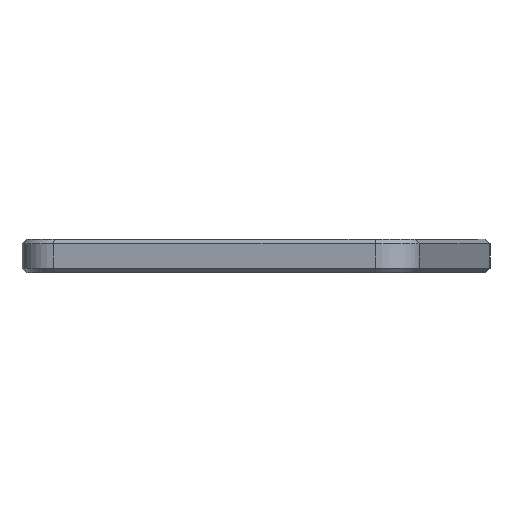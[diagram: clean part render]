
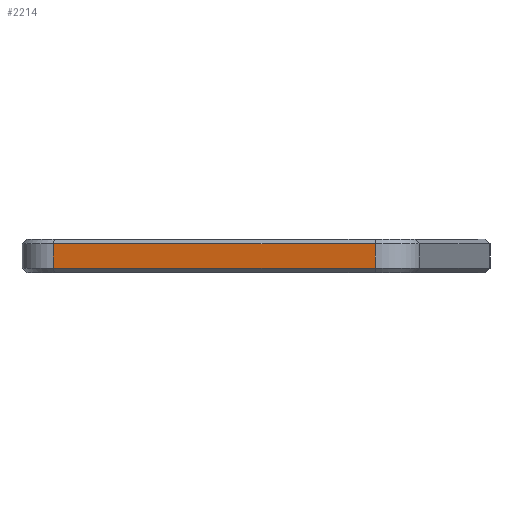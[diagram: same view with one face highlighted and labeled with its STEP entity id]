
A CAD part, left-side view. The second image highlights one B-rep face of the part: STEP entity #2214.
In plain terms, the highlighted planar face has unit normal (-0.985, 0.173, 0).
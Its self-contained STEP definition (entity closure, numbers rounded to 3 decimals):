
#288=FACE_OUTER_BOUND('',#437,.T.);
#437=EDGE_LOOP('',(#1704,#1705,#1706,#1707));
#641=LINE('',#3607,#832);
#654=LINE('',#3641,#845);
#655=LINE('',#3643,#846);
#656=LINE('',#3644,#847);
#832=VECTOR('',#2859,10.);
#845=VECTOR('',#2898,10.);
#846=VECTOR('',#2899,10.);
#847=VECTOR('',#2900,10.);
#1036=VERTEX_POINT('',#3593);
#1037=VERTEX_POINT('',#3606);
#1045=VERTEX_POINT('',#3640);
#1046=VERTEX_POINT('',#3642);
#1270=EDGE_CURVE('',#1036,#1037,#641,.T.);
#1287=EDGE_CURVE('',#1045,#1036,#654,.T.);
#1288=EDGE_CURVE('',#1046,#1045,#655,.T.);
#1289=EDGE_CURVE('',#1046,#1037,#656,.T.);
#1704=ORIENTED_EDGE('',*,*,#1270,.F.);
#1705=ORIENTED_EDGE('',*,*,#1287,.F.);
#1706=ORIENTED_EDGE('',*,*,#1288,.F.);
#1707=ORIENTED_EDGE('',*,*,#1289,.T.);
#2116=PLANE('',#2429);
#2214=ADVANCED_FACE('',(#288),#2116,.T.);
#2429=AXIS2_PLACEMENT_3D('',#3639,#2896,#2897);
#2859=DIRECTION('',(0.173,0.985,0.));
#2896=DIRECTION('center_axis',(-0.985,0.173,0.));
#2897=DIRECTION('ref_axis',(-0.173,-0.985,0.));
#2898=DIRECTION('',(0.,0.,-1.));
#2899=DIRECTION('',(-0.173,-0.985,0.));
#2900=DIRECTION('',(0.,0.,-1.));
#3593=CARTESIAN_POINT('',(71.547,-110.377,-5.09));
#3606=CARTESIAN_POINT('',(84.176,-38.544,-5.09));
#3607=CARTESIAN_POINT('',(81.863,-51.703,-5.09));
#3639=CARTESIAN_POINT('Origin',(84.176,-38.544,-3.59));
#3640=CARTESIAN_POINT('',(71.547,-110.377,0.41));
#3641=CARTESIAN_POINT('',(71.547,-110.377,-3.59));
#3642=CARTESIAN_POINT('',(84.176,-38.544,0.41));
#3643=CARTESIAN_POINT('',(81.863,-51.703,0.41));
#3644=CARTESIAN_POINT('',(84.176,-38.544,-3.59));
